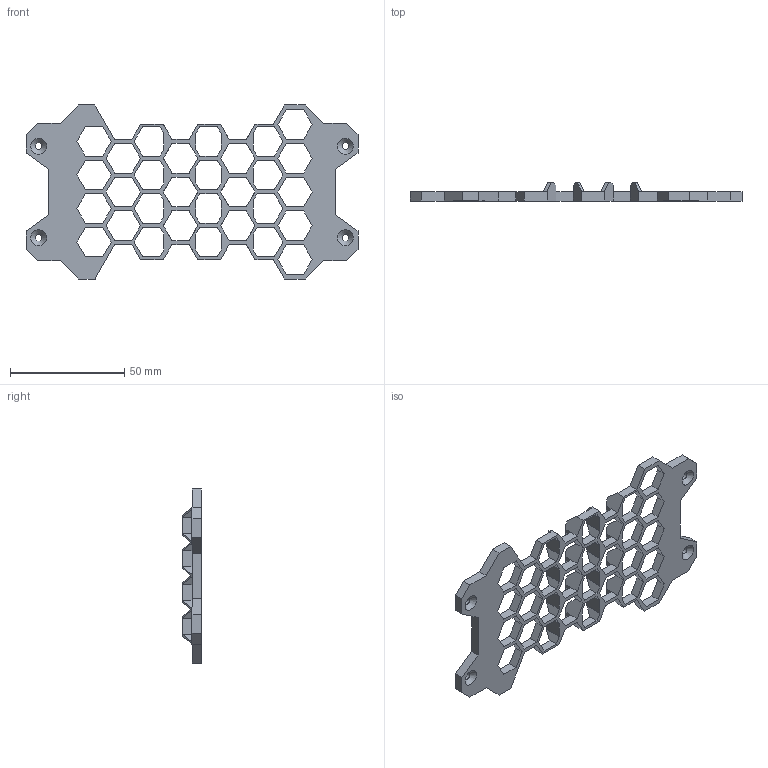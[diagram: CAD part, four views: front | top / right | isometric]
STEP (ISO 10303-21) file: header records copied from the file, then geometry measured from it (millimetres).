
FILE_DESCRIPTION(/* description */ (''),/* implementation_level */ '2;1');
FILE_NAME(/* name */ 'Battery_holder v10.step',/* time_stamp */ '2022-10-05T09:42:52+02:00',/* author */ (''),/* organization */ (''),/* preprocessor_version */ 'ST-DEVELOPER v19',/* originating_system */ 'Autodesk Translation Framework v11.7.0.108',/* authorisation */ '');
FILE_SCHEMA (('AUTOMOTIVE_DESIGN { 1 0 10303 214 3 1 1 }'));
Length unit declared in the file: millimetre
Products named in the file (1): Battery_holder
Bounding box: 145 x 8 x 76 mm (x, y, z)
Volume: 16534.9 mm3; surface area: 16562.8 mm2
Topology: 1 solids, 1 shells, 353 faces, 1039 edges, 670 vertices
Faces by surface type: plane 345, cone 4, cylinder 4
Full cylindrical faces by diameter (mm): 3 x4
Entity records: 11590 total; most frequent: ORIENTED_EDGE 2078, CARTESIAN_POINT 2063, DIRECTION 1759, EDGE_CURVE 1039, LINE 1027, VECTOR 1027, VERTEX_POINT 670, EDGE_LOOP 403
